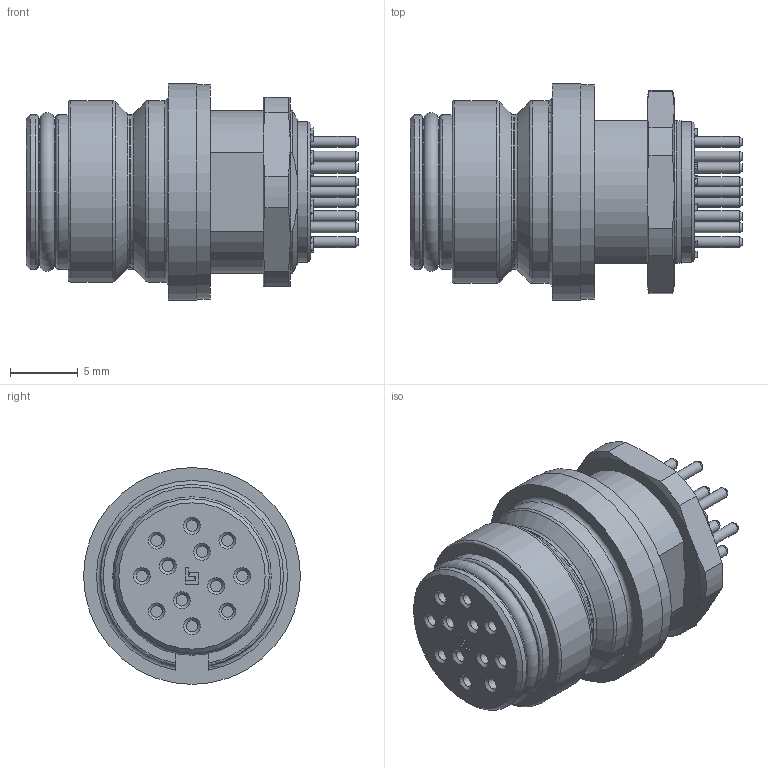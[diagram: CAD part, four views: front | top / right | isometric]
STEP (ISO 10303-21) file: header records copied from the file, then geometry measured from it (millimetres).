
FILE_DESCRIPTION(/* description */ (''),/* implementation_level */ '2;1');
FILE_NAME(/* name */ '99_9136_090_12_001_00.stp',/* time_stamp */ '2015-03-16T07:56:36+01:00',/* author */ (''),/* organization */ (''),/* preprocessor_version */ 'ST-DEVELOPER v14',/* originating_system */ 'SIEMENS PLM Software NX 8.0',/* authorisation */ '');
FILE_SCHEMA (('AUTOMOTIVE_DESIGN { 1 0 10303 214 3 1 1 1 }'));
Length unit declared in the file: millimetre
Products named in the file (1): cerl03B862C7alrz
Bounding box: 24.5 x 16 x 16 mm (x, y, z)
Volume: 2725.6 mm3; surface area: 2114.5 mm2
Topology: 2 solids, 2 shells, 309 faces, 701 edges, 461 vertices
Faces by surface type: plane 127, extrusion 75, cylinder 56, cone 42, torus 9
Full cylindrical faces by diameter (mm): 0.8 x12, 0.85 x12, 1.35 x12, 10.4 x1, 10.7 x2, 10.917 x1, 11.4 x2, 15.8 x1, 16 x1
Entity records: 9733 total; most frequent: CARTESIAN_POINT 3526, ORIENTED_EDGE 1208, DIRECTION 1058, EDGE_CURVE 604, EDGE_LOOP 449, VERTEX_POINT 437, AXIS2_PLACEMENT_3D 398, B_SPLINE_CURVE_WITH_KNOTS 329
